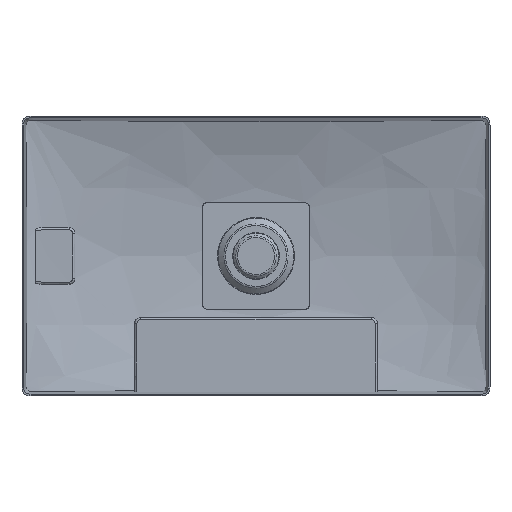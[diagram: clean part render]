
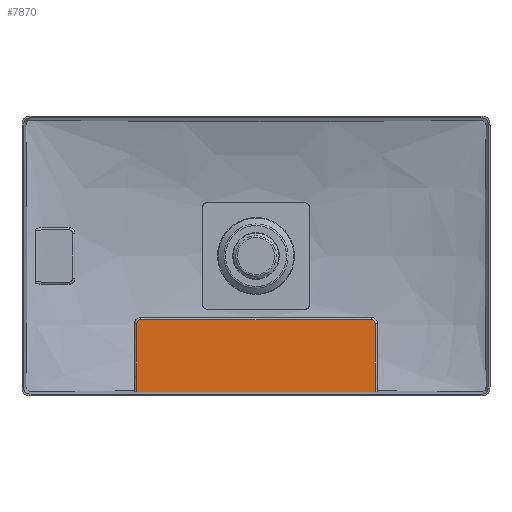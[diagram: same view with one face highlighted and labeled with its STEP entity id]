
A CAD part, front view. The second image highlights one B-rep face of the part: STEP entity #7870.
In plain terms, the highlighted planar face has unit normal (0, -1, 0).
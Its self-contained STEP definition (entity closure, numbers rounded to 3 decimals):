
#34 = EDGE_CURVE ( 'NONE', #2619, #9533, #7526, .T. ) ;
#76 = DIRECTION ( 'NONE',  ( 0., 0., 1. ) ) ;
#79 = CARTESIAN_POINT ( 'NONE',  ( -135., -54., 49.2 ) ) ;
#143 = VERTEX_POINT ( 'NONE', #4701 ) ;
#309 = EDGE_CURVE ( 'NONE', #143, #16570, #1035, .T. ) ;
#1035 = LINE ( 'NONE', #17570, #8626 ) ;
#1332 = CARTESIAN_POINT ( 'NONE',  ( -139.5, -54., 44.7 ) ) ;
#1850 = ORIENTED_EDGE ( 'NONE', *, *, #17121, .F. ) ;
#2564 = CARTESIAN_POINT ( 'NONE',  ( 274.783, -54., -35.907 ) ) ;
#2619 = VERTEX_POINT ( 'NONE', #5595 ) ;
#2824 = B_SPLINE_CURVE_WITH_KNOTS ( 'NONE', 3,
 ( #1332, #18439, #17257, #8694 ),
 .UNSPECIFIED., .F., .F.,
 ( 4, 4 ),
 ( 0., 1. ),
 .UNSPECIFIED. ) ;
#2837 = EDGE_LOOP ( 'NONE', ( #13449, #10679, #11182, #1850, #7098, #9807 ) ) ;
#3532 = CARTESIAN_POINT ( 'NONE',  ( 139.5, -54., 44.7 ) ) ;
#4685 = CARTESIAN_POINT ( 'NONE',  ( 139.5, -54., -57.063 ) ) ;
#4686 = EDGE_CURVE ( 'NONE', #14084, #6618, #4904, .T. ) ;
#4701 = CARTESIAN_POINT ( 'NONE',  ( -139.5, -54., -35.907 ) ) ;
#4904 = LINE ( 'NONE', #5257, #8676 ) ;
#5054 = LINE ( 'NONE', #2564, #8386 ) ;
#5257 = CARTESIAN_POINT ( 'NONE',  ( -141.4, -54., 49.2 ) ) ;
#5595 = CARTESIAN_POINT ( 'NONE',  ( 139.5, -54., 44.7 ) ) ;
#5766 = CARTESIAN_POINT ( 'NONE',  ( -141.4, -54., -57.063 ) ) ;
#6618 = VERTEX_POINT ( 'NONE', #18412 ) ;
#7098 = ORIENTED_EDGE ( 'NONE', *, *, #309, .F. ) ;
#7526 = LINE ( 'NONE', #4685, #18465 ) ;
#7870 = ADVANCED_FACE ( 'NONE', ( #11546 ), #8564, .F. ) ;
#8354 = CARTESIAN_POINT ( 'NONE',  ( 139.5, -54., -35.907 ) ) ;
#8386 = VECTOR ( 'NONE', #13951, 1000. ) ;
#8564 = PLANE ( 'NONE',  #17560 ) ;
#8623 = DIRECTION ( 'NONE',  ( 0., 1., 0. ) ) ;
#8626 = VECTOR ( 'NONE', #9016, 1000. ) ;
#8676 = VECTOR ( 'NONE', #9546, 1000. ) ;
#8694 = CARTESIAN_POINT ( 'NONE',  ( -135., -54., 49.2 ) ) ;
#9015 = B_SPLINE_CURVE_WITH_KNOTS ( 'NONE', 3,
 ( #16021, #9219, #12068, #3532 ),
 .UNSPECIFIED., .F., .F.,
 ( 4, 4 ),
 ( 0., 1. ),
 .UNSPECIFIED. ) ;
#9016 = DIRECTION ( 'NONE',  ( 0., 0., 1. ) ) ;
#9219 = CARTESIAN_POINT ( 'NONE',  ( 137.484, -54., 49.2 ) ) ;
#9272 = CARTESIAN_POINT ( 'NONE',  ( -139.5, -54., 44.7 ) ) ;
#9452 = EDGE_CURVE ( 'NONE', #143, #9533, #5054, .T. ) ;
#9533 = VERTEX_POINT ( 'NONE', #8354 ) ;
#9546 = DIRECTION ( 'NONE',  ( 1., 0., 0. ) ) ;
#9807 = ORIENTED_EDGE ( 'NONE', *, *, #9452, .T. ) ;
#10679 = ORIENTED_EDGE ( 'NONE', *, *, #16402, .F. ) ;
#11182 = ORIENTED_EDGE ( 'NONE', *, *, #4686, .F. ) ;
#11546 = FACE_OUTER_BOUND ( 'NONE', #2837, .T. ) ;
#12068 = CARTESIAN_POINT ( 'NONE',  ( 139.5, -54., 47.184 ) ) ;
#13449 = ORIENTED_EDGE ( 'NONE', *, *, #34, .F. ) ;
#13951 = DIRECTION ( 'NONE',  ( 1., 0., 0. ) ) ;
#14084 = VERTEX_POINT ( 'NONE', #79 ) ;
#14525 = DIRECTION ( 'NONE',  ( 0., 0., -1. ) ) ;
#16021 = CARTESIAN_POINT ( 'NONE',  ( 135., -54., 49.2 ) ) ;
#16402 = EDGE_CURVE ( 'NONE', #6618, #2619, #9015, .T. ) ;
#16570 = VERTEX_POINT ( 'NONE', #9272 ) ;
#17121 = EDGE_CURVE ( 'NONE', #16570, #14084, #2824, .T. ) ;
#17257 = CARTESIAN_POINT ( 'NONE',  ( -137.484, -54., 49.2 ) ) ;
#17560 = AXIS2_PLACEMENT_3D ( 'NONE', #5766, #8623, #76 ) ;
#17570 = CARTESIAN_POINT ( 'NONE',  ( -139.5, -54., -57.063 ) ) ;
#18412 = CARTESIAN_POINT ( 'NONE',  ( 135., -54., 49.2 ) ) ;
#18439 = CARTESIAN_POINT ( 'NONE',  ( -139.5, -54., 47.184 ) ) ;
#18465 = VECTOR ( 'NONE', #14525, 1000. ) ;
